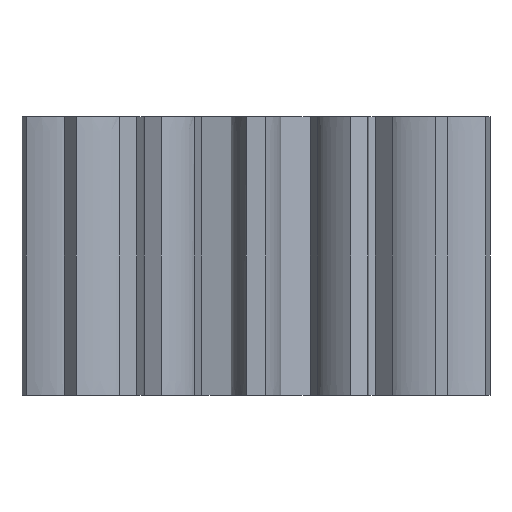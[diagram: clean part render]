
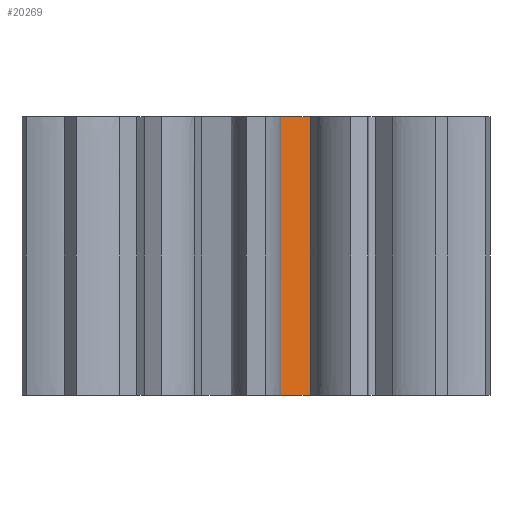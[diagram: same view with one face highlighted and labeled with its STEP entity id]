
A CAD part, left-side view. The second image highlights one B-rep face of the part: STEP entity #20269.
In plain terms, the highlighted face is a extrusion surface.
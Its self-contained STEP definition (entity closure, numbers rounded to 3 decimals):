
#93 = PLANE('',#94);
#94 = AXIS2_PLACEMENT_3D('',#95,#96,#97);
#95 = CARTESIAN_POINT('',(0.,0.,9.375)
  );
#96 = DIRECTION('',(0.,0.,1.));
#97 = DIRECTION('',(1.,0.,0.));
#168 = PLANE('',#169);
#169 = AXIS2_PLACEMENT_3D('',#170,#171,#172);
#170 = CARTESIAN_POINT('',(0.,0.,0.));
#171 = DIRECTION('',(0.,0.,1.));
#172 = DIRECTION('',(1.,0.,0.));
#2463 = VERTEX_POINT('',#2464);
#2464 = CARTESIAN_POINT('',(-5.704,-0.729,0.));
#2476 = SURFACE_OF_LINEAR_EXTRUSION('',#2477,#2480);
#2477 = B_SPLINE_CURVE_WITH_KNOTS('',1,(#2478,#2479),.UNSPECIFIED.,.F.,
  .F.,(2,2),(0.,0.828),.PIECEWISE_BEZIER_KNOTS.);
#2478 = CARTESIAN_POINT('',(-6.525,-0.834,0.));
#2479 = CARTESIAN_POINT('',(-5.704,-0.729,0.));
#2480 = VECTOR('',#2481,1.);
#2481 = DIRECTION('',(-0.,-0.,-1.));
#2489 = EDGE_CURVE('',#2463,#2490,#2492,.T.);
#2490 = VERTEX_POINT('',#2491);
#2491 = CARTESIAN_POINT('',(-5.455,-1.818,0.));
#2492 = SURFACE_CURVE('',#2493,(#2496,#2502),.PCURVE_S1.);
#2493 = B_SPLINE_CURVE_WITH_KNOTS('',1,(#2494,#2495),.UNSPECIFIED.,.F.,
  .F.,(2,2),(0.,1.117),.PIECEWISE_BEZIER_KNOTS.);
#2494 = CARTESIAN_POINT('',(-5.704,-0.729,0.));
#2495 = CARTESIAN_POINT('',(-5.455,-1.818,0.));
#2496 = PCURVE('',#168,#2497);
#2497 = DEFINITIONAL_REPRESENTATION('',(#2498),#2501);
#2498 = B_SPLINE_CURVE_WITH_KNOTS('',1,(#2499,#2500),.UNSPECIFIED.,.F.,
  .F.,(2,2),(0.,1.117),.PIECEWISE_BEZIER_KNOTS.);
#2499 = CARTESIAN_POINT('',(-5.704,-0.729));
#2500 = CARTESIAN_POINT('',(-5.455,-1.818));
#2501 = ( GEOMETRIC_REPRESENTATION_CONTEXT(2) 
PARAMETRIC_REPRESENTATION_CONTEXT() REPRESENTATION_CONTEXT('2D SPACE',''
  ) );
#2502 = PCURVE('',#2503,#2509);
#2503 = SURFACE_OF_LINEAR_EXTRUSION('',#2504,#2507);
#2504 = B_SPLINE_CURVE_WITH_KNOTS('',1,(#2505,#2506),.UNSPECIFIED.,.F.,
  .F.,(2,2),(0.,1.117),.PIECEWISE_BEZIER_KNOTS.);
#2505 = CARTESIAN_POINT('',(-5.704,-0.729,0.));
#2506 = CARTESIAN_POINT('',(-5.455,-1.818,0.));
#2507 = VECTOR('',#2508,1.);
#2508 = DIRECTION('',(-0.,-0.,-1.));
#2509 = DEFINITIONAL_REPRESENTATION('',(#2510),#2514);
#2510 = LINE('',#2511,#2512);
#2511 = CARTESIAN_POINT('',(0.,0.));
#2512 = VECTOR('',#2513,1.);
#2513 = DIRECTION('',(1.,0.));
#2514 = ( GEOMETRIC_REPRESENTATION_CONTEXT(2) 
PARAMETRIC_REPRESENTATION_CONTEXT() REPRESENTATION_CONTEXT('2D SPACE',''
  ) );
#2530 = SURFACE_OF_LINEAR_EXTRUSION('',#2531,#2534);
#2531 = B_SPLINE_CURVE_WITH_KNOTS('',1,(#2532,#2533),.UNSPECIFIED.,.F.,
  .F.,(2,2),(0.,0.828),.PIECEWISE_BEZIER_KNOTS.);
#2532 = CARTESIAN_POINT('',(-5.455,-1.818,0.));
#2533 = CARTESIAN_POINT('',(-6.24,-2.08,0.));
#2534 = VECTOR('',#2535,1.);
#2535 = DIRECTION('',(-0.,-0.,-1.));
#5713 = VERTEX_POINT('',#5714);
#5714 = CARTESIAN_POINT('',(-5.704,-0.729,9.375));
#5733 = EDGE_CURVE('',#5713,#5734,#5736,.T.);
#5734 = VERTEX_POINT('',#5735);
#5735 = CARTESIAN_POINT('',(-5.455,-1.818,9.375));
#5736 = SURFACE_CURVE('',#5737,(#5740,#5746),.PCURVE_S1.);
#5737 = B_SPLINE_CURVE_WITH_KNOTS('',1,(#5738,#5739),.UNSPECIFIED.,.F.,
  .F.,(2,2),(0.,1.117),.PIECEWISE_BEZIER_KNOTS.);
#5738 = CARTESIAN_POINT('',(-5.704,-0.729,9.375));
#5739 = CARTESIAN_POINT('',(-5.455,-1.818,9.375));
#5740 = PCURVE('',#93,#5741);
#5741 = DEFINITIONAL_REPRESENTATION('',(#5742),#5745);
#5742 = B_SPLINE_CURVE_WITH_KNOTS('',1,(#5743,#5744),.UNSPECIFIED.,.F.,
  .F.,(2,2),(0.,1.117),.PIECEWISE_BEZIER_KNOTS.);
#5743 = CARTESIAN_POINT('',(-5.704,-0.729));
#5744 = CARTESIAN_POINT('',(-5.455,-1.818));
#5745 = ( GEOMETRIC_REPRESENTATION_CONTEXT(2) 
PARAMETRIC_REPRESENTATION_CONTEXT() REPRESENTATION_CONTEXT('2D SPACE',''
  ) );
#5746 = PCURVE('',#2503,#5747);
#5747 = DEFINITIONAL_REPRESENTATION('',(#5748),#5752);
#5748 = LINE('',#5749,#5750);
#5749 = CARTESIAN_POINT('',(0.,-9.375));
#5750 = VECTOR('',#5751,1.);
#5751 = DIRECTION('',(1.,0.));
#5752 = ( GEOMETRIC_REPRESENTATION_CONTEXT(2) 
PARAMETRIC_REPRESENTATION_CONTEXT() REPRESENTATION_CONTEXT('2D SPACE',''
  ) );
#20219 = EDGE_CURVE('',#2490,#5734,#20220,.T.);
#20220 = SURFACE_CURVE('',#20221,(#20225,#20232),.PCURVE_S1.);
#20221 = LINE('',#20222,#20223);
#20222 = CARTESIAN_POINT('',(-5.455,-1.818,0.));
#20223 = VECTOR('',#20224,1.);
#20224 = DIRECTION('',(0.,0.,1.));
#20225 = PCURVE('',#2530,#20226);
#20226 = DEFINITIONAL_REPRESENTATION('',(#20227),#20231);
#20227 = LINE('',#20228,#20229);
#20228 = CARTESIAN_POINT('',(0.,0.));
#20229 = VECTOR('',#20230,1.);
#20230 = DIRECTION('',(0.,-1.));
#20231 = ( GEOMETRIC_REPRESENTATION_CONTEXT(2) 
PARAMETRIC_REPRESENTATION_CONTEXT() REPRESENTATION_CONTEXT('2D SPACE',''
  ) );
#20232 = PCURVE('',#2503,#20233);
#20233 = DEFINITIONAL_REPRESENTATION('',(#20234),#20238);
#20234 = LINE('',#20235,#20236);
#20235 = CARTESIAN_POINT('',(1.117,0.));
#20236 = VECTOR('',#20237,1.);
#20237 = DIRECTION('',(0.,-1.));
#20238 = ( GEOMETRIC_REPRESENTATION_CONTEXT(2) 
PARAMETRIC_REPRESENTATION_CONTEXT() REPRESENTATION_CONTEXT('2D SPACE',''
  ) );
#20269 = ADVANCED_FACE('',(#20270),#2503,.F.);
#20270 = FACE_BOUND('',#20271,.F.);
#20271 = EDGE_LOOP('',(#20272,#20293,#20294,#20295));
#20272 = ORIENTED_EDGE('',*,*,#20273,.T.);
#20273 = EDGE_CURVE('',#2463,#5713,#20274,.T.);
#20274 = SURFACE_CURVE('',#20275,(#20279,#20286),.PCURVE_S1.);
#20275 = LINE('',#20276,#20277);
#20276 = CARTESIAN_POINT('',(-5.704,-0.729,0.));
#20277 = VECTOR('',#20278,1.);
#20278 = DIRECTION('',(0.,0.,1.));
#20279 = PCURVE('',#2503,#20280);
#20280 = DEFINITIONAL_REPRESENTATION('',(#20281),#20285);
#20281 = LINE('',#20282,#20283);
#20282 = CARTESIAN_POINT('',(0.,0.));
#20283 = VECTOR('',#20284,1.);
#20284 = DIRECTION('',(0.,-1.));
#20285 = ( GEOMETRIC_REPRESENTATION_CONTEXT(2) 
PARAMETRIC_REPRESENTATION_CONTEXT() REPRESENTATION_CONTEXT('2D SPACE',''
  ) );
#20286 = PCURVE('',#2476,#20287);
#20287 = DEFINITIONAL_REPRESENTATION('',(#20288),#20292);
#20288 = LINE('',#20289,#20290);
#20289 = CARTESIAN_POINT('',(0.828,0.));
#20290 = VECTOR('',#20291,1.);
#20291 = DIRECTION('',(0.,-1.));
#20292 = ( GEOMETRIC_REPRESENTATION_CONTEXT(2) 
PARAMETRIC_REPRESENTATION_CONTEXT() REPRESENTATION_CONTEXT('2D SPACE',''
  ) );
#20293 = ORIENTED_EDGE('',*,*,#5733,.T.);
#20294 = ORIENTED_EDGE('',*,*,#20219,.F.);
#20295 = ORIENTED_EDGE('',*,*,#2489,.F.);
